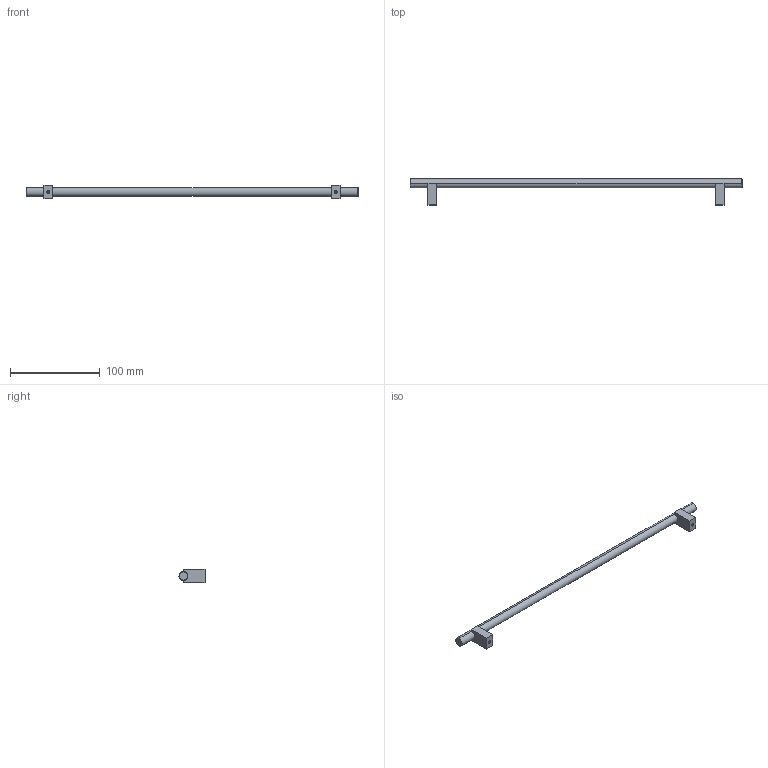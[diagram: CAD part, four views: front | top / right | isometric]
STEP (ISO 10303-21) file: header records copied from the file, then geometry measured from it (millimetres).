
FILE_DESCRIPTION (( 'STEP AP214' ), '1' );
FILE_NAME ('F005472,F005479,F005486_3D.step', '2022-08-15T13:29:56', ( '' ), ( '' ), 'SwSTEP 2.0', 'SolidWorks 2020', '' );
FILE_SCHEMA (( 'AUTOMOTIVE_DESIGN' ));
Length unit declared in the file: millimetre
Products named in the file (1): F005472,F005479,F005486_3D
Bounding box: 370 x 29 x 15 mm (x, y, z)
Volume: 35320 mm3; surface area: 14275.1 mm2
Topology: 1 solids, 1 shells, 32 faces, 74 edges, 42 vertices
Faces by surface type: plane 16, cylinder 8, cone 4, torus 4
Entity records: 944 total; most frequent: DIRECTION 160, CARTESIAN_POINT 145, ORIENTED_EDGE 140, EDGE_CURVE 70, AXIS2_PLACEMENT_3D 57, LINE 46, VECTOR 46, VERTEX_POINT 42
